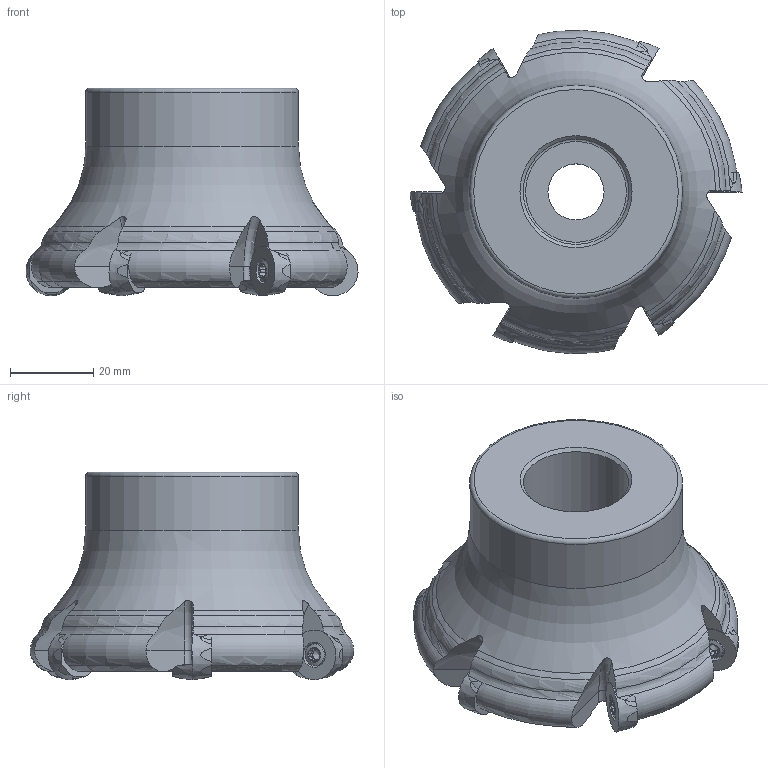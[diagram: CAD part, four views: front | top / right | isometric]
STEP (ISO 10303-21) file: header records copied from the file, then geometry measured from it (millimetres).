
FILE_DESCRIPTION(/* description */ (''),/* implementation_level */ '2;1');
FILE_NAME(/* name */ '1542945330517.stp',/* time_stamp */ '2018-11-23T09:25:55+06:00',/* author */ (''),/* organization */ ('SMS'),/* preprocessor_version */ 'ST-DEVELOPER v15',/* originating_system */ 'SIEMENS PLM Software NX 8.5',/* authorisation */ '');
FILE_SCHEMA (('AUTOMOTIVE_DESIGN { 1 0 10303 214 3 1 1 1 }'));
Length unit declared in the file: millimetre
Products named in the file (4): 201852526mod000_00; ASSEMBLY_CONSTRUCTION; 201894800mod000_00; 201896445mod000_00
Assembly tree (8 placements, depth 2):
  201896445mod000_00
    201894800mod000_00
    ASSEMBLY_CONSTRUCTION
    201852526mod000_00  x6
Bounding box: 79.99 x 77.91 x 50.01 mm (x, y, z)
Volume: 101157.3 mm3; surface area: 22859.8 mm2
Topology: 7 solids, 7 shells, 470 faces, 1226 edges, 801 vertices
Faces by surface type: plane 201, cone 94, extrusion 72, torus 62, cylinder 35, sphere 6
Full cylindrical faces by diameter (mm): 3.5 x6, 4 x6, 5.25 x6, 13.5 x1, 25.41 x1, 25.9 x1, 34 x1, 51.3 x1
Entity records: 16018 total; most frequent: CARTESIAN_POINT 6455, ORIENTED_EDGE 1932, DIRECTION 1880, EDGE_CURVE 966, AXIS2_PLACEMENT_3D 780, VERTEX_POINT 646, EDGE_LOOP 474, ADVANCED_FACE 400
